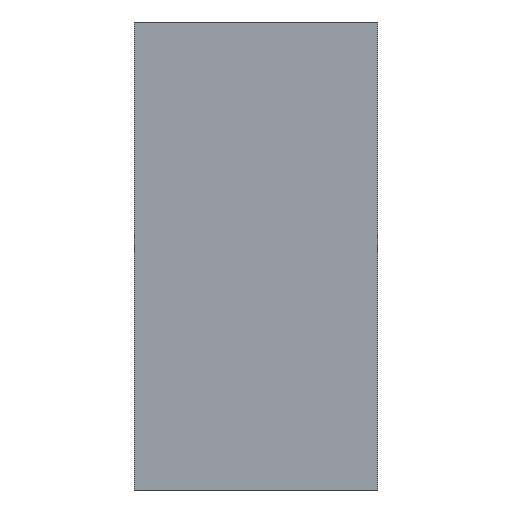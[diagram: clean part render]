
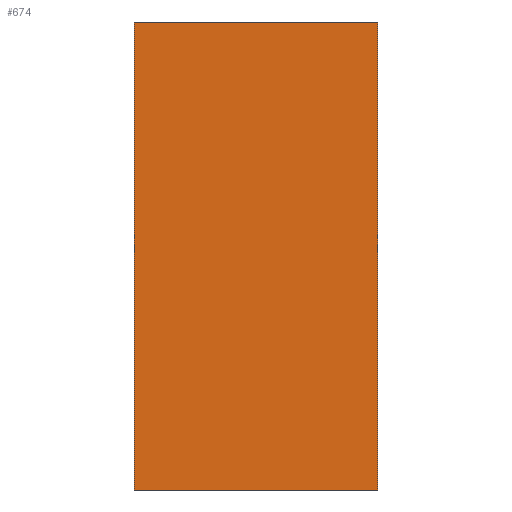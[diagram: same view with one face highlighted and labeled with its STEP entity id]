
A CAD part, left-side view. The second image highlights one B-rep face of the part: STEP entity #674.
In plain terms, the highlighted planar face has unit normal (-1, 0, 0).
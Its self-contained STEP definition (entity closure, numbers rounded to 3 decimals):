
#16 = CARTESIAN_POINT ( 'NONE',  ( -1., 0., 0.625 ) ) ;
#22 = LINE ( 'NONE', #389, #601 ) ;
#44 = ORIENTED_EDGE ( 'NONE', *, *, #571, .F. ) ;
#52 = ORIENTED_EDGE ( 'NONE', *, *, #611, .F. ) ;
#143 = VERTEX_POINT ( 'NONE', #639 ) ;
#146 = DIRECTION ( 'NONE',  ( 0., 0., -1. ) ) ;
#203 = ORIENTED_EDGE ( 'NONE', *, *, #240, .T. ) ;
#211 = EDGE_CURVE ( 'NONE', #330, #803, #215, .T. ) ;
#215 = LINE ( 'NONE', #847, #468 ) ;
#240 = EDGE_CURVE ( 'NONE', #143, #330, #245, .T. ) ;
#245 = LINE ( 'NONE', #326, #438 ) ;
#262 = FACE_OUTER_BOUND ( 'NONE', #707, .T. ) ;
#309 = CARTESIAN_POINT ( 'NONE',  ( -1., 0., 0.625 ) ) ;
#320 = CARTESIAN_POINT ( 'NONE',  ( -1., 0.65, -0.625 ) ) ;
#326 = CARTESIAN_POINT ( 'NONE',  ( -1., 0.65, 0.625 ) ) ;
#330 = VERTEX_POINT ( 'NONE', #320 ) ;
#389 = CARTESIAN_POINT ( 'NONE',  ( -1., 0., 0.625 ) ) ;
#402 = VERTEX_POINT ( 'NONE', #309 ) ;
#438 = VECTOR ( 'NONE', #820, 1000. ) ;
#468 = VECTOR ( 'NONE', #708, 1000. ) ;
#491 = LINE ( 'NONE', #677, #770 ) ;
#571 = EDGE_CURVE ( 'NONE', #402, #803, #491, .T. ) ;
#592 = PLANE ( 'NONE',  #948 ) ;
#601 = VECTOR ( 'NONE', #907, 1000. ) ;
#611 = EDGE_CURVE ( 'NONE', #143, #402, #22, .T. ) ;
#632 = CARTESIAN_POINT ( 'NONE',  ( -1., 0., -0.625 ) ) ;
#639 = CARTESIAN_POINT ( 'NONE',  ( -1., 0.65, 0.625 ) ) ;
#671 = DIRECTION ( 'NONE',  ( 0., 0., -1. ) ) ;
#674 = ADVANCED_FACE ( 'NONE', ( #262 ), #592, .F. ) ;
#677 = CARTESIAN_POINT ( 'NONE',  ( -1., 0., 0.625 ) ) ;
#707 = EDGE_LOOP ( 'NONE', ( #850, #44, #52, #203 ) ) ;
#708 = DIRECTION ( 'NONE',  ( 0., -1., 0. ) ) ;
#745 = DIRECTION ( 'NONE',  ( 1., 0., 0. ) ) ;
#770 = VECTOR ( 'NONE', #671, 1000. ) ;
#803 = VERTEX_POINT ( 'NONE', #632 ) ;
#820 = DIRECTION ( 'NONE',  ( 0., 0., -1. ) ) ;
#847 = CARTESIAN_POINT ( 'NONE',  ( -1., 0., -0.625 ) ) ;
#850 = ORIENTED_EDGE ( 'NONE', *, *, #211, .T. ) ;
#907 = DIRECTION ( 'NONE',  ( 0., -1., 0. ) ) ;
#948 = AXIS2_PLACEMENT_3D ( 'NONE', #16, #745, #146 ) ;
